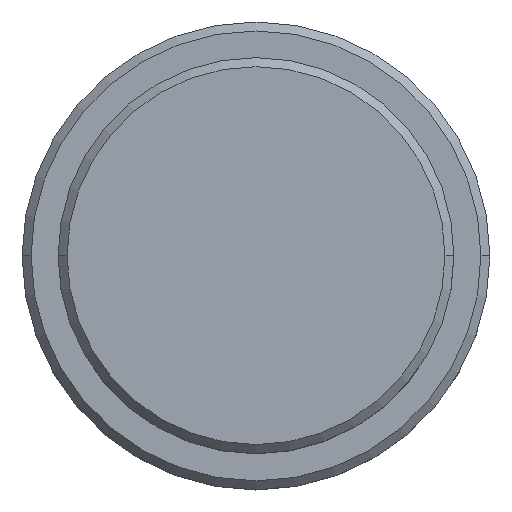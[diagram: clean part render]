
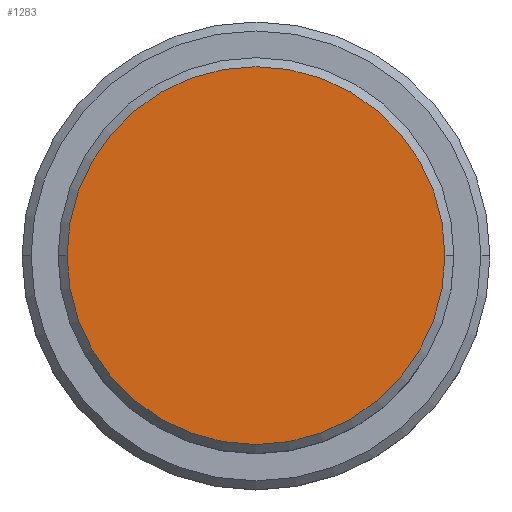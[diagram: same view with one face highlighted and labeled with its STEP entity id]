
A CAD part, top view. The second image highlights one B-rep face of the part: STEP entity #1283.
In plain terms, the highlighted planar face has unit normal (0, 0, 1).
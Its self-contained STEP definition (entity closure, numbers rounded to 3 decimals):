
#24 = CIRCLE ( 'NONE', #1052, 10.5 ) ;
#41 = EDGE_CURVE ( 'NONE', #60, #1395, #24, .T. ) ;
#46 = DIRECTION ( 'NONE',  ( 0., 0., 1. ) ) ;
#60 = VERTEX_POINT ( 'NONE', #336 ) ;
#61 = FACE_OUTER_BOUND ( 'NONE', #534, .T. ) ;
#280 = DIRECTION ( 'NONE',  ( 1., 0., 0. ) ) ;
#336 = CARTESIAN_POINT ( 'NONE',  ( -10.5, 0., 0. ) ) ;
#422 = AXIS2_PLACEMENT_3D ( 'NONE', #1262, #46, #919 ) ;
#474 = EDGE_CURVE ( 'NONE', #1395, #60, #1102, .T. ) ;
#485 = ORIENTED_EDGE ( 'NONE', *, *, #41, .T. ) ;
#534 = EDGE_LOOP ( 'NONE', ( #485, #1417 ) ) ;
#753 = DIRECTION ( 'NONE',  ( 0., 0., 1. ) ) ;
#919 = DIRECTION ( 'NONE',  ( 1., 0., 0. ) ) ;
#936 = DIRECTION ( 'NONE',  ( 0., 0., 1. ) ) ;
#1052 = AXIS2_PLACEMENT_3D ( 'NONE', #1364, #753, #1412 ) ;
#1102 = CIRCLE ( 'NONE', #1237, 10.5 ) ;
#1201 = CARTESIAN_POINT ( 'NONE',  ( 10.5, 0., 0. ) ) ;
#1237 = AXIS2_PLACEMENT_3D ( 'NONE', #1380, #936, #280 ) ;
#1262 = CARTESIAN_POINT ( 'NONE',  ( 0., 0., 0. ) ) ;
#1283 = ADVANCED_FACE ( 'NONE', ( #61 ), #1366, .T. ) ;
#1364 = CARTESIAN_POINT ( 'NONE',  ( 0., 0., 0. ) ) ;
#1366 = PLANE ( 'NONE',  #422 ) ;
#1380 = CARTESIAN_POINT ( 'NONE',  ( 0., 0., 0. ) ) ;
#1395 = VERTEX_POINT ( 'NONE', #1201 ) ;
#1412 = DIRECTION ( 'NONE',  ( 1., 0., 0. ) ) ;
#1417 = ORIENTED_EDGE ( 'NONE', *, *, #474, .T. ) ;
